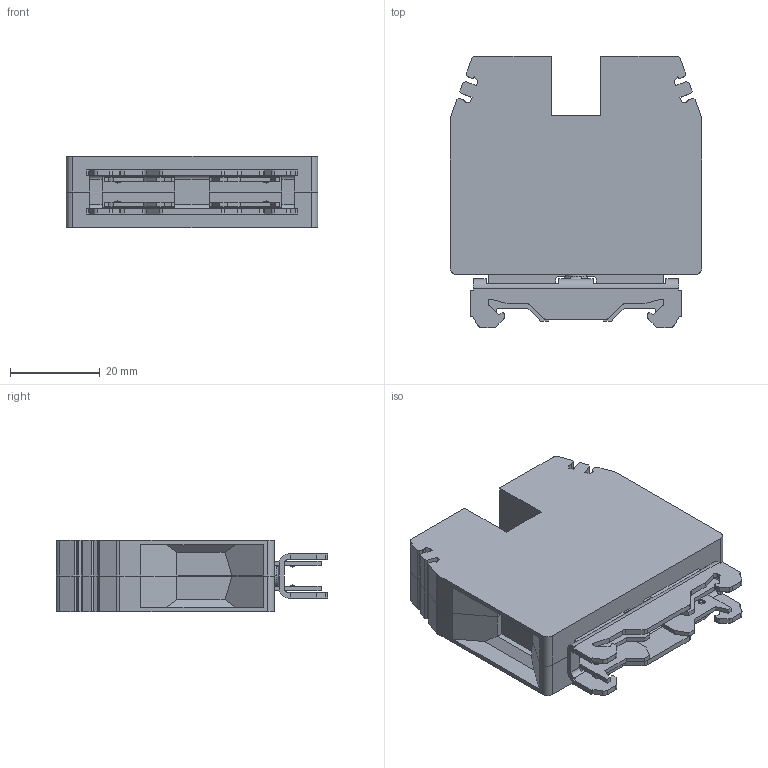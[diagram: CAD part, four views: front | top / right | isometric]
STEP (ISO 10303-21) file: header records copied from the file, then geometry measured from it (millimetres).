
FILE_DESCRIPTION((''),'2;1');
FILE_NAME('ASM0001_ASM','2022-07-14T13:44:44',('klemen.sitar'),('Audax d.o.o.'),'CREO PARAMETRIC BY PTC INC, 2021304','CREO PARAMETRIC BY PTC INC, 2021304','');
FILE_SCHEMA(('AP242_MANAGED_MODEL_BASED_3D_ENGINEERING_MIM_LF { 1 0 10303 442 1 1 4 }'));
Length unit declared in the file: millimetre
Products named in the file (5): T35-P1; T35-P2; T35-P3; TYPE_1___FI-7_70MM; ASM0001_ASM
Assembly tree (5 placements, depth 2):
  ASM0001_ASM
    T35-P1
    T35-P2
    T35-P3
    TYPE_1___FI-7_70MM  x2
Bounding box: 56 x 60.3 x 16 mm (x, y, z)
Volume: 37339.1 mm3; surface area: 17552.8 mm2
Topology: 9 solids, 9 shells, 448 faces, 1284 edges, 842 vertices
Faces by surface type: plane 288, cylinder 92, cone 32, bspline 20, sphere 12, torus 4
Entity records: 25848 total; most frequent: CARTESIAN_POINT 8447, ORIENTED_EDGE 2280, DIRECTION 2146, PRESENTATION_STYLE_ASSIGNMENT 1522, STYLED_ITEM 1522, CURVE_STYLE 1152, EDGE_CURVE 1140, VECTOR 836
